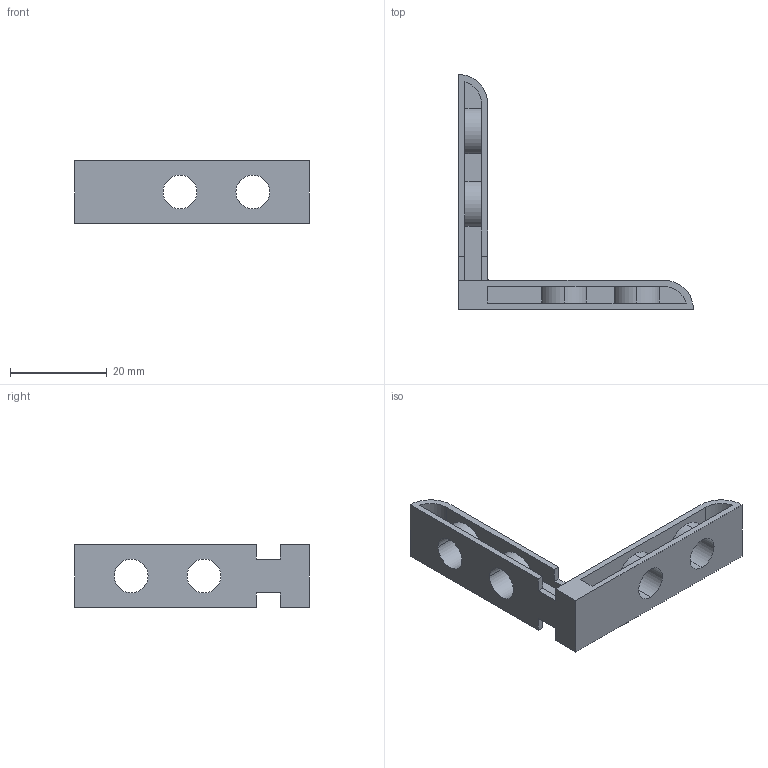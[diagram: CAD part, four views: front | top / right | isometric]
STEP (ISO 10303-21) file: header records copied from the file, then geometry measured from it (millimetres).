
FILE_DESCRIPTION (( 'STEP AP214' ), '1' );
FILE_NAME ('A496 Äâîéíîé âíóòðåííèé óãëîâîé ñîåäèíèòåëü, ïàç 10.STEP', '2021-08-04T09:36:53', ( 'Windows User' ), ( '' ), 'SwSTEP 2.0', 'SolidWorks 2021', '' );
FILE_SCHEMA (( 'AUTOMOTIVE_DESIGN' ));
Length unit declared in the file: millimetre
Products named in the file (1): A496 Äâîéíîé âíóòðåííèé óãëîâîé ñîåäèíèòåëü, ïàç 10
Bounding box: 48.5 x 48.5 x 13 mm (x, y, z)
Volume: 3874.4 mm3; surface area: 5008.1 mm2
Topology: 1 solids, 1 shells, 62 faces, 177 edges, 118 vertices
Faces by surface type: plane 37, cylinder 25
Entity records: 2169 total; most frequent: CARTESIAN_POINT 358, ORIENTED_EDGE 354, DIRECTION 353, EDGE_CURVE 177, LINE 127, VECTOR 127, VERTEX_POINT 118, AXIS2_PLACEMENT_3D 113
